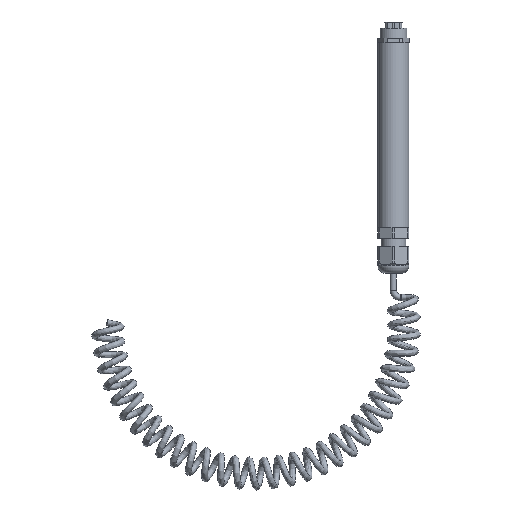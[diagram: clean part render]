
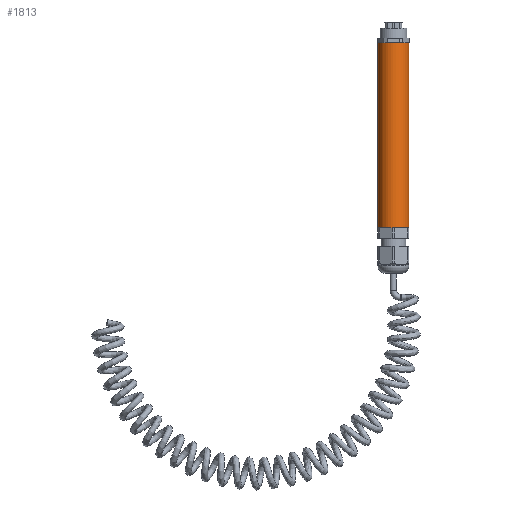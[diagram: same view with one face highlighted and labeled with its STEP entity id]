
A CAD part, front view. The second image highlights one B-rep face of the part: STEP entity #1813.
In plain terms, the highlighted cylindrical face has radius 7.5 mm (diameter 15 mm), a full revolution.
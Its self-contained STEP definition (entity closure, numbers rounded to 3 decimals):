
#134=CYLINDRICAL_SURFACE('',#2077,7.5);
#268=FACE_OUTER_BOUND('',#402,.T.);
#402=EDGE_LOOP('',(#1637,#1638,#1639,#1640));
#522=LINE('',#10386,#638);
#638=VECTOR('',#2649,7.5);
#743=CIRCLE('',#2078,7.5);
#744=CIRCLE('',#2079,7.5);
#902=VERTEX_POINT('',#10383);
#903=VERTEX_POINT('',#10385);
#1148=EDGE_CURVE('',#902,#902,#743,.T.);
#1149=EDGE_CURVE('',#902,#903,#522,.T.);
#1150=EDGE_CURVE('',#903,#903,#744,.T.);
#1637=ORIENTED_EDGE('',*,*,#1148,.F.);
#1638=ORIENTED_EDGE('',*,*,#1149,.T.);
#1639=ORIENTED_EDGE('',*,*,#1150,.T.);
#1640=ORIENTED_EDGE('',*,*,#1149,.F.);
#1813=ADVANCED_FACE('',(#268),#134,.T.);
#2077=AXIS2_PLACEMENT_3D('',#10382,#2645,#2646);
#2078=AXIS2_PLACEMENT_3D('',#10384,#2647,#2648);
#2079=AXIS2_PLACEMENT_3D('',#10387,#2650,#2651);
#2645=DIRECTION('center_axis',(0.,0.,1.));
#2646=DIRECTION('ref_axis',(1.,0.,0.));
#2647=DIRECTION('center_axis',(0.,0.,1.));
#2648=DIRECTION('ref_axis',(1.,0.,0.));
#2649=DIRECTION('',(0.,0.,-1.));
#2650=DIRECTION('center_axis',(0.,0.,1.));
#2651=DIRECTION('ref_axis',(1.,0.,0.));
#10382=CARTESIAN_POINT('Origin',(0.,0.,0.));
#10383=CARTESIAN_POINT('',(-7.5,0.,90.));
#10384=CARTESIAN_POINT('Origin',(0.,0.,90.));
#10385=CARTESIAN_POINT('',(-7.5,0.,0.));
#10386=CARTESIAN_POINT('',(-7.5,0.,0.));
#10387=CARTESIAN_POINT('Origin',(0.,0.,0.));
